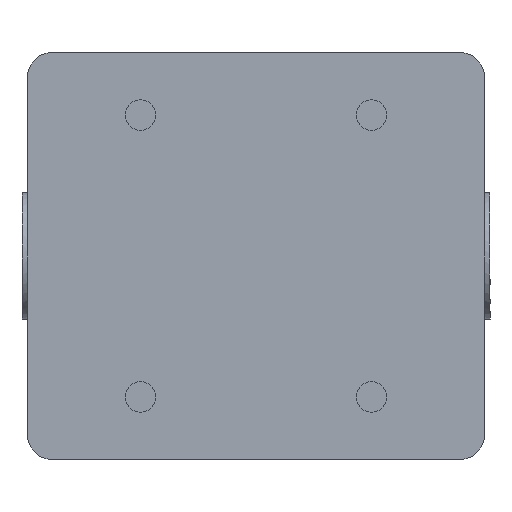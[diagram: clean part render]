
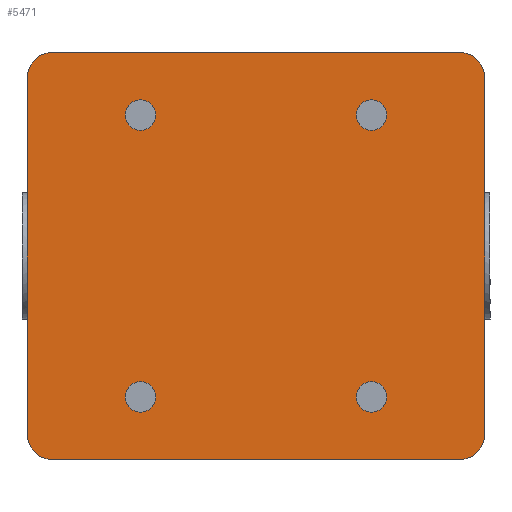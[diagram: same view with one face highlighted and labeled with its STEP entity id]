
A CAD part, front view. The second image highlights one B-rep face of the part: STEP entity #5471.
In plain terms, the highlighted planar face has unit normal (0, -1, 0).
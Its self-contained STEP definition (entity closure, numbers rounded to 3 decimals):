
#149=PLANE('',#5914);
#265=FACE_BOUND('',#1807,.T.);
#266=FACE_BOUND('',#1808,.T.);
#267=FACE_BOUND('',#1809,.T.);
#268=FACE_BOUND('',#1810,.T.);
#309=LINE('',#7938,#827);
#351=LINE('',#8079,#869);
#405=LINE('',#8250,#923);
#444=LINE('',#8378,#962);
#827=VECTOR('',#6252,70.);
#869=VECTOR('',#6368,70.);
#923=VECTOR('',#6516,80.);
#962=VECTOR('',#6637,80.);
#1477=FACE_OUTER_BOUND('',#1806,.T.);
#1806=EDGE_LOOP('',(#4381,#4382,#4383,#4384,#4385,#4386,#4387,#4388));
#1807=EDGE_LOOP('',(#4389));
#1808=EDGE_LOOP('',(#4390));
#1809=EDGE_LOOP('',(#4391));
#1810=EDGE_LOOP('',(#4392));
#2080=CIRCLE('',#5807,3.);
#2082=CIRCLE('',#5810,3.);
#2084=CIRCLE('',#5813,3.);
#2086=CIRCLE('',#5816,3.);
#2111=CIRCLE('',#5907,5.);
#2112=CIRCLE('',#5909,5.);
#2113=CIRCLE('',#5911,5.);
#2114=CIRCLE('',#5913,5.);
#2273=VERTEX_POINT('',#7935);
#2274=VERTEX_POINT('',#7937);
#2335=VERTEX_POINT('',#8076);
#2336=VERTEX_POINT('',#8078);
#2405=VERTEX_POINT('',#8247);
#2406=VERTEX_POINT('',#8249);
#2441=VERTEX_POINT('',#8375);
#2442=VERTEX_POINT('',#8377);
#2462=VERTEX_POINT('',#8479);
#2464=VERTEX_POINT('',#8484);
#2466=VERTEX_POINT('',#8489);
#2468=VERTEX_POINT('',#8494);
#2820=EDGE_CURVE('',#2274,#2273,#309,.T.);
#2889=EDGE_CURVE('',#2336,#2335,#351,.T.);
#2973=EDGE_CURVE('',#2406,#2405,#405,.T.);
#3037=EDGE_CURVE('',#2442,#2441,#444,.T.);
#3086=EDGE_CURVE('',#2462,#2462,#2080,.T.);
#3088=EDGE_CURVE('',#2464,#2464,#2082,.T.);
#3090=EDGE_CURVE('',#2466,#2466,#2084,.T.);
#3092=EDGE_CURVE('',#2468,#2468,#2086,.T.);
#3185=EDGE_CURVE('',#2273,#2406,#2111,.T.);
#3186=EDGE_CURVE('',#2441,#2274,#2112,.T.);
#3187=EDGE_CURVE('',#2335,#2442,#2113,.T.);
#3188=EDGE_CURVE('',#2405,#2336,#2114,.T.);
#4381=ORIENTED_EDGE('',*,*,#2973,.T.);
#4382=ORIENTED_EDGE('',*,*,#3188,.T.);
#4383=ORIENTED_EDGE('',*,*,#2889,.T.);
#4384=ORIENTED_EDGE('',*,*,#3187,.T.);
#4385=ORIENTED_EDGE('',*,*,#3037,.T.);
#4386=ORIENTED_EDGE('',*,*,#3186,.T.);
#4387=ORIENTED_EDGE('',*,*,#2820,.T.);
#4388=ORIENTED_EDGE('',*,*,#3185,.T.);
#4389=ORIENTED_EDGE('',*,*,#3086,.T.);
#4390=ORIENTED_EDGE('',*,*,#3088,.T.);
#4391=ORIENTED_EDGE('',*,*,#3090,.T.);
#4392=ORIENTED_EDGE('',*,*,#3092,.T.);
#5471=ADVANCED_FACE('',(#1477,#265,#266,#267,#268),#149,.T.);
#5807=AXIS2_PLACEMENT_3D('',#8480,#6761,#6762);
#5810=AXIS2_PLACEMENT_3D('',#8485,#6767,#6768);
#5813=AXIS2_PLACEMENT_3D('',#8490,#6773,#6774);
#5816=AXIS2_PLACEMENT_3D('',#8495,#6779,#6780);
#5907=AXIS2_PLACEMENT_3D('',#8702,#7029,#7030);
#5909=AXIS2_PLACEMENT_3D('',#8704,#7033,#7034);
#5911=AXIS2_PLACEMENT_3D('',#8706,#7037,#7038);
#5913=AXIS2_PLACEMENT_3D('',#8708,#7041,#7042);
#5914=AXIS2_PLACEMENT_3D('',#8709,#7043,#7044);
#6252=DIRECTION('',(0.,0.,1.));
#6368=DIRECTION('',(0.,0.,-1.));
#6516=DIRECTION('',(-1.,0.,0.));
#6637=DIRECTION('',(1.,0.,0.));
#6761=DIRECTION('center_axis',(0.,1.,0.));
#6762=DIRECTION('ref_axis',(-1.,0.,0.));
#6767=DIRECTION('center_axis',(0.,1.,0.));
#6768=DIRECTION('ref_axis',(-1.,0.,0.));
#6773=DIRECTION('center_axis',(0.,1.,0.));
#6774=DIRECTION('ref_axis',(-1.,0.,0.));
#6779=DIRECTION('center_axis',(0.,1.,0.));
#6780=DIRECTION('ref_axis',(-1.,0.,0.));
#7029=DIRECTION('center_axis',(0.,-1.,0.));
#7030=DIRECTION('ref_axis',(0.,0.,1.));
#7033=DIRECTION('center_axis',(0.,-1.,0.));
#7034=DIRECTION('ref_axis',(1.,0.,0.));
#7037=DIRECTION('center_axis',(0.,-1.,0.));
#7038=DIRECTION('ref_axis',(0.,0.,-1.));
#7041=DIRECTION('center_axis',(0.,-1.,0.));
#7042=DIRECTION('ref_axis',(-1.,0.,0.));
#7043=DIRECTION('center_axis',(0.,-1.,0.));
#7044=DIRECTION('ref_axis',(0.,0.,-1.));
#7935=CARTESIAN_POINT('',(45.,-43.,35.));
#7937=CARTESIAN_POINT('',(45.,-43.,-35.));
#7938=CARTESIAN_POINT('',(45.,-43.,0.));
#8076=CARTESIAN_POINT('',(-45.,-43.,-35.));
#8078=CARTESIAN_POINT('',(-45.,-43.,35.));
#8079=CARTESIAN_POINT('',(-45.,-43.,0.));
#8247=CARTESIAN_POINT('',(-40.,-43.,40.));
#8249=CARTESIAN_POINT('',(40.,-43.,40.));
#8250=CARTESIAN_POINT('',(0.,-43.,40.));
#8375=CARTESIAN_POINT('',(40.,-43.,-40.));
#8377=CARTESIAN_POINT('',(-40.,-43.,-40.));
#8378=CARTESIAN_POINT('',(0.,-43.,-40.));
#8479=CARTESIAN_POINT('',(25.707,-43.,27.707));
#8480=CARTESIAN_POINT('Origin',(22.707,-43.,27.707));
#8484=CARTESIAN_POINT('',(-19.707,-43.,27.707));
#8485=CARTESIAN_POINT('Origin',(-22.707,-43.,27.707));
#8489=CARTESIAN_POINT('',(-19.707,-43.,-27.707));
#8490=CARTESIAN_POINT('Origin',(-22.707,-43.,-27.707));
#8494=CARTESIAN_POINT('',(25.707,-43.,-27.707));
#8495=CARTESIAN_POINT('Origin',(22.707,-43.,-27.707));
#8702=CARTESIAN_POINT('Origin',(40.,-43.,35.));
#8704=CARTESIAN_POINT('Origin',(40.,-43.,-35.));
#8706=CARTESIAN_POINT('Origin',(-40.,-43.,-35.));
#8708=CARTESIAN_POINT('Origin',(-40.,-43.,35.));
#8709=CARTESIAN_POINT('Origin',(0.,-43.,0.));
